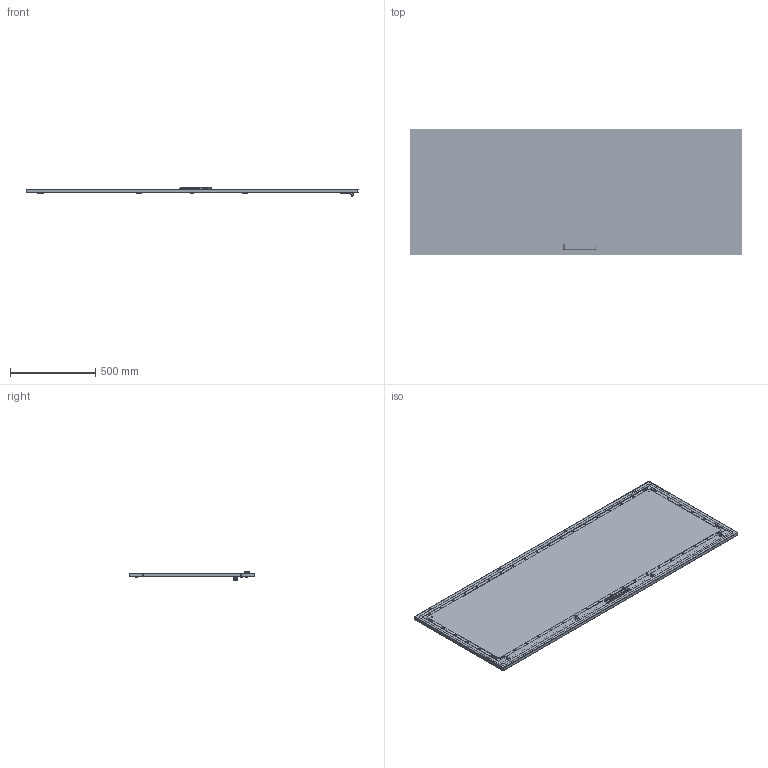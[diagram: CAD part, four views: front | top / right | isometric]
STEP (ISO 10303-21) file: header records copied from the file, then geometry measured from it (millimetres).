
FILE_DESCRIPTION (( 'STEP AP203' ), '1' );
FILE_NAME ('2000x800.step', '2011-02-16T12:07:59', ( 'User' ), ( 'DKC' ), 'SwSTEP 2.0', 'SolidWorks 2010', '' );
FILE_SCHEMA (( 'CONFIG_CONTROL_DESIGN' ));
Length unit declared in the file: millimetre
Products named in the file (33): Sviluppo porta laterale_2000x800; 2000x800; Çåðêàëüíî îòðàçèòüterminator for door.SLDPRT1; inserto chiave per maniglia RAM BLOCK_AC00C389; AC00C254_Default; ribattino AC00C377; boccola AC00C378; Çåðêàëüíî îòðàçèòüterminator for door.SLDPRT; linguetta_AC00C387; maniglia RAM BLOCK modificated_AC00C505; AC00C400 Quadro IP55 Guida aste_Default; sealant for sviluppo porta laterale_2000x800; Montante verticale + Traversa orizzontale interno porta_Montante verticale 2000; RAMBLOCK montata modificated_Default; basetta esterna_AC00C506; Sealing ring; ASTINA Inferiore_2000; Ingranaggio per cariglione modificated_AC00C388; distanziale di gomma per RAM BLOCK_Default; ASTINA Superiore_2000; Çåðêàëüíî îòðàçèòüribattino AC00C377; Çåðêàëüíî îòðàçèòüboccola AC00C378; land; AC00C184 dado telaio interno porta_Default; Sostegno autoallineante per porta AC00C446; Wood screw 4.2x13_Tapping screw DIN 7049-ST4.2x13-F-H-S; Traversa orizzontale interno porta laterale_800; terminator for door.SLDPRT; end-cap_AC00C061; Nut M6_Hexagon Nut ISO - 4034 - M6 - S; Hex Flange Bolt M6x10_ISO 4162 - M6 x 12 x 12-S; hinge AC00C170_Default; AC00C183_Default
Assembly tree (74 placements, depth 3):
  2000x800
    land  x12
    linguetta_AC00C387
    ASTINA Inferiore_2000
    Wood screw 4.2x13_Tapping screw DIN 7049-ST4.2x13-F-H-S  x5
    Traversa orizzontale interno porta laterale_800  x2
    Nut M6_Hexagon Nut ISO - 4034 - M6 - S  x4
    Montante verticale + Traversa orizzontale interno porta_Montante verticale 2000  x2
    Çåðêàëüíî îòðàçèòüterminator for door.SLDPRT1
      Çåðêàëüíî îòðàçèòüribattino AC00C377
      Çåðêàëüíî îòðàçèòüboccola AC00C378
    Sviluppo porta laterale_2000x800
    RAMBLOCK montata modificated_Default
      Ingranaggio per cariglione modificated_AC00C388
      inserto chiave per maniglia RAM BLOCK_AC00C389
      Sealing ring
      basetta esterna_AC00C506
      maniglia RAM BLOCK modificated_AC00C505
    hinge AC00C170_Default  x4
    AC00C400 Quadro IP55 Guida aste_Default  x4
    AC00C184 dado telaio interno porta_Default  x6
    sealant for sviluppo porta laterale_2000x800
    end-cap_AC00C061  x2
    distanziale di gomma per RAM BLOCK_Default  x2
    AC00C254_Default  x4
    terminator for door.SLDPRT  x2
      boccola AC00C378
      ribattino AC00C377
    AC00C183_Default  x4
    Hex Flange Bolt M6x10_ISO 4162 - M6 x 12 x 12-S
    Sostegno autoallineante per porta AC00C446
    ASTINA Superiore_2000
    Çåðêàëüíî îòðàçèòüterminator for door.SLDPRT
      Çåðêàëüíî îòðàçèòüribattino AC00C377
      Çåðêàëüíî îòðàçèòüboccola AC00C378
Bounding box: 1952 x 740 x 52.65 mm (x, y, z)
Volume: 4214023.6 mm3; surface area: 4208719.4 mm2
Topology: 83 solids, 83 shells, 8349 faces, 23156 edges, 15078 vertices
Faces by surface type: bspline 3431, cylinder 2222, plane 2161, cone 469, torus 48, sphere 18
Entity records: 87559 total; most frequent: CARTESIAN_POINT 30799, ORIENTED_EDGE 11484, DIRECTION 10055, EDGE_CURVE 5742, VERTEX_POINT 3688, AXIS2_PLACEMENT_3D 3568, LINE 2919, VECTOR 2919
